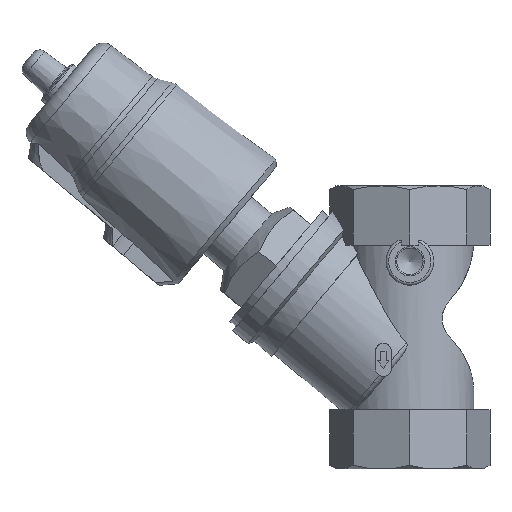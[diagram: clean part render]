
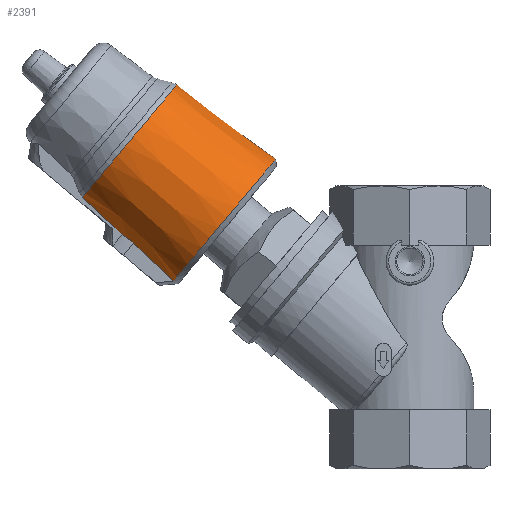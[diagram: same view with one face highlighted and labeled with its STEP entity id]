
A CAD part, left-side view. The second image highlights one B-rep face of the part: STEP entity #2391.
In plain terms, the highlighted conical face has half-angle 3 degrees and reference radius 28.445 mm.
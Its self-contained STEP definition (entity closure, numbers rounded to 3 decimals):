
#38=CONICAL_SURFACE('',#2649,28.445,0.052);
#482=B_SPLINE_CURVE_WITH_KNOTS('',3,(#4023,#4024,#4025,#4026,#4027,#4028,
#4029,#4030,#4031,#4032,#4033,#4034,#4035,#4036,#4037,#4038,#4039,#4040,
#4041,#4042,#4043,#4044,#4045,#4046,#4047,#4048,#4049,#4050,#4051,#4052,
#4053,#4054,#4055,#4056,#4057,#4058,#4059,#4060,#4061,#4062,#4063,#4064,
#4065),.UNSPECIFIED.,.F.,.F.,(4,1,1,1,1,1,1,1,1,1,1,1,1,1,1,1,1,1,1,1,1,
1,1,1,1,1,1,1,1,1,1,1,1,1,1,1,1,1,1,1,4),(0.107,0.112,
0.115,0.118,0.123,0.126,
0.129,0.131,0.134,0.137,
0.14,0.142,0.145,0.15,
0.153,0.156,0.161,0.164,
0.167,0.172,0.177,0.183,
0.188,0.194,0.199,0.205,
0.21,0.215,0.221,0.226,
0.232,0.237,0.243,0.248,
0.253,0.259,0.264,0.267,
0.27,0.275,0.28),.UNSPECIFIED.);
#496=B_SPLINE_CURVE_WITH_KNOTS('',3,(#4205,#4206,#4207,#4208),
 .UNSPECIFIED.,.F.,.F.,(4,4),(0.063,0.084),
 .UNSPECIFIED.);
#499=B_SPLINE_CURVE_WITH_KNOTS('',3,(#4222,#4223,#4224,#4225),
 .UNSPECIFIED.,.F.,.F.,(4,4),(0.063,0.084),
 .UNSPECIFIED.);
#501=B_SPLINE_CURVE_WITH_KNOTS('',3,(#4234,#4235,#4236,#4237,#4238),
 .UNSPECIFIED.,.F.,.F.,(4,1,4),(0.001,0.004,
0.007),.UNSPECIFIED.);
#503=B_SPLINE_CURVE_WITH_KNOTS('',3,(#4250,#4251,#4252,#4253),
 .UNSPECIFIED.,.F.,.F.,(4,4),(0.001,0.006),
 .UNSPECIFIED.);
#505=B_SPLINE_CURVE_WITH_KNOTS('',3,(#4266,#4267,#4268,#4269),
 .UNSPECIFIED.,.F.,.F.,(4,4),(0.001,0.022),
 .UNSPECIFIED.);
#506=B_SPLINE_CURVE_WITH_KNOTS('',3,(#4271,#4272,#4273,#4274),
 .UNSPECIFIED.,.F.,.F.,(4,4),(0.001,0.022),
 .UNSPECIFIED.);
#820=ORIENTED_EDGE('',*,*,#1433,.T.);
#821=ORIENTED_EDGE('',*,*,#1378,.T.);
#822=ORIENTED_EDGE('',*,*,#1434,.F.);
#823=ORIENTED_EDGE('',*,*,#1423,.F.);
#824=ORIENTED_EDGE('',*,*,#1420,.F.);
#825=ORIENTED_EDGE('',*,*,#1418,.T.);
#826=ORIENTED_EDGE('',*,*,#1416,.T.);
#827=ORIENTED_EDGE('',*,*,#1427,.F.);
#1378=EDGE_CURVE('',#1705,#1704,#482,.T.);
#1416=EDGE_CURVE('',#1735,#1734,#496,.T.);
#1418=EDGE_CURVE('',#1736,#1735,#1896,.T.);
#1420=EDGE_CURVE('',#1736,#1737,#499,.T.);
#1423=EDGE_CURVE('',#1737,#1739,#501,.T.);
#1427=EDGE_CURVE('',#1741,#1734,#503,.T.);
#1433=EDGE_CURVE('',#1741,#1705,#505,.T.);
#1434=EDGE_CURVE('',#1739,#1704,#506,.T.);
#1704=VERTEX_POINT('',#4022);
#1705=VERTEX_POINT('',#4066);
#1734=VERTEX_POINT('',#4204);
#1735=VERTEX_POINT('',#4209);
#1736=VERTEX_POINT('',#4216);
#1737=VERTEX_POINT('',#4226);
#1739=VERTEX_POINT('',#4239);
#1741=VERTEX_POINT('',#4248);
#1896=CIRCLE('',#2639,28.445);
#1997=EDGE_LOOP('',(#820,#821,#822,#823,#824,#825,#826,#827));
#2192=FACE_BOUND('',#1997,.T.);
#2391=ADVANCED_FACE('',(#2192),#38,.T.);
#2639=AXIS2_PLACEMENT_3D('',#4215,#3079,#3080);
#2649=AXIS2_PLACEMENT_3D('',#4275,#3104,#3105);
#3079=DIRECTION('',(0.643,-0.766,0.));
#3080=DIRECTION('',(0.766,0.643,0.));
#3104=DIRECTION('',(0.643,-0.766,0.));
#3105=DIRECTION('',(0.766,0.643,0.));
#4022=CARTESIAN_POINT('',(-71.064,89.317,10.));
#4023=CARTESIAN_POINT('',(-71.064,89.317,-10.));
#4024=CARTESIAN_POINT('',(-71.511,88.942,-11.705));
#4025=CARTESIAN_POINT('',(-72.349,88.238,-14.182));
#4026=CARTESIAN_POINT('',(-73.812,87.01,-17.301));
#4027=CARTESIAN_POINT('',(-75.455,85.632,-20.196));
#4028=CARTESIAN_POINT('',(-77.382,84.015,-22.802));
#4029=CARTESIAN_POINT('',(-79.574,82.175,-25.07));
#4030=CARTESIAN_POINT('',(-81.303,80.725,-26.554));
#4031=CARTESIAN_POINT('',(-83.123,79.197,-27.838));
#4032=CARTESIAN_POINT('',(-85.046,77.584,-28.92));
#4033=CARTESIAN_POINT('',(-87.031,75.918,-29.774));
#4034=CARTESIAN_POINT('',(-89.045,74.228,-30.391));
#4035=CARTESIAN_POINT('',(-91.094,72.509,-30.779));
#4036=CARTESIAN_POINT('',(-93.889,70.163,-30.982));
#4037=CARTESIAN_POINT('',(-96.651,67.845,-30.702));
#4038=CARTESIAN_POINT('',(-99.353,65.577,-29.959));
#4039=CARTESIAN_POINT('',(-102.035,63.327,-28.891));
#4040=CARTESIAN_POINT('',(-104.547,61.219,-27.392));
#4041=CARTESIAN_POINT('',(-106.893,59.25,-25.477));
#4042=CARTESIAN_POINT('',(-109.13,57.374,-23.268));
#4043=CARTESIAN_POINT('',(-111.577,55.32,-20.112));
#4044=CARTESIAN_POINT('',(-114.011,53.277,-15.623));
#4045=CARTESIAN_POINT('',(-115.773,51.799,-10.737));
#4046=CARTESIAN_POINT('',(-116.875,50.874,-5.442));
#4047=CARTESIAN_POINT('',(-117.241,50.567,0.007));
#4048=CARTESIAN_POINT('',(-116.876,50.874,5.433));
#4049=CARTESIAN_POINT('',(-115.774,51.798,10.733));
#4050=CARTESIAN_POINT('',(-114.013,53.276,15.619));
#4051=CARTESIAN_POINT('',(-111.58,55.318,20.108));
#4052=CARTESIAN_POINT('',(-108.64,57.785,23.901));
#4053=CARTESIAN_POINT('',(-105.17,60.696,27.024));
#4054=CARTESIAN_POINT('',(-101.411,63.851,29.263));
#4055=CARTESIAN_POINT('',(-97.329,67.276,30.637));
#4056=CARTESIAN_POINT('',(-93.208,70.734,31.05));
#4057=CARTESIAN_POINT('',(-89.016,74.252,30.507));
#4058=CARTESIAN_POINT('',(-85.035,77.593,29.042));
#4059=CARTESIAN_POINT('',(-81.244,80.774,26.649));
#4060=CARTESIAN_POINT('',(-78.455,83.114,24.015));
#4061=CARTESIAN_POINT('',(-76.417,84.824,21.499));
#4062=CARTESIAN_POINT('',(-74.587,86.36,18.798));
#4063=CARTESIAN_POINT('',(-72.646,87.989,15.048));
#4064=CARTESIAN_POINT('',(-71.51,88.942,11.704));
#4065=CARTESIAN_POINT('',(-71.064,89.317,10.));
#4066=CARTESIAN_POINT('',(-71.064,89.317,-10.));
#4204=CARTESIAN_POINT('',(-88.554,108.678,-8.5));
#4205=CARTESIAN_POINT('',(-102.675,123.747,-8.5));
#4206=CARTESIAN_POINT('',(-97.967,118.725,-8.5));
#4207=CARTESIAN_POINT('',(-93.261,113.702,-8.5));
#4208=CARTESIAN_POINT('',(-88.554,108.678,-8.5));
#4209=CARTESIAN_POINT('',(-102.675,123.747,-8.5));
#4215=CARTESIAN_POINT('',(-123.47,106.298,0.));
#4216=CARTESIAN_POINT('',(-102.675,123.747,8.5));
#4222=CARTESIAN_POINT('',(-102.675,123.747,8.5));
#4223=CARTESIAN_POINT('',(-97.967,118.725,8.5));
#4224=CARTESIAN_POINT('',(-93.261,113.702,8.5));
#4225=CARTESIAN_POINT('',(-88.554,108.678,8.5));
#4226=CARTESIAN_POINT('',(-88.554,108.678,8.5));
#4234=CARTESIAN_POINT('',(-88.554,108.678,8.5));
#4235=CARTESIAN_POINT('',(-88.131,108.014,8.984));
#4236=CARTESIAN_POINT('',(-87.149,106.596,9.742));
#4237=CARTESIAN_POINT('',(-85.963,105.195,10.));
#4238=CARTESIAN_POINT('',(-85.323,104.513,10.));
#4239=CARTESIAN_POINT('',(-85.323,104.513,10.));
#4248=CARTESIAN_POINT('',(-85.323,104.513,-10.));
#4250=CARTESIAN_POINT('',(-85.323,104.513,-10.));
#4251=CARTESIAN_POINT('',(-86.588,105.861,-10.));
#4252=CARTESIAN_POINT('',(-87.698,107.335,-9.479));
#4253=CARTESIAN_POINT('',(-88.554,108.678,-8.5));
#4266=CARTESIAN_POINT('',(-85.323,104.513,-10.));
#4267=CARTESIAN_POINT('',(-80.569,99.448,-10.));
#4268=CARTESIAN_POINT('',(-75.816,94.383,-10.));
#4269=CARTESIAN_POINT('',(-71.064,89.317,-10.));
#4271=CARTESIAN_POINT('',(-85.323,104.513,10.));
#4272=CARTESIAN_POINT('',(-80.569,99.448,10.));
#4273=CARTESIAN_POINT('',(-75.816,94.383,10.));
#4274=CARTESIAN_POINT('',(-71.064,89.317,10.));
#4275=CARTESIAN_POINT('',(-123.47,106.298,0.));
